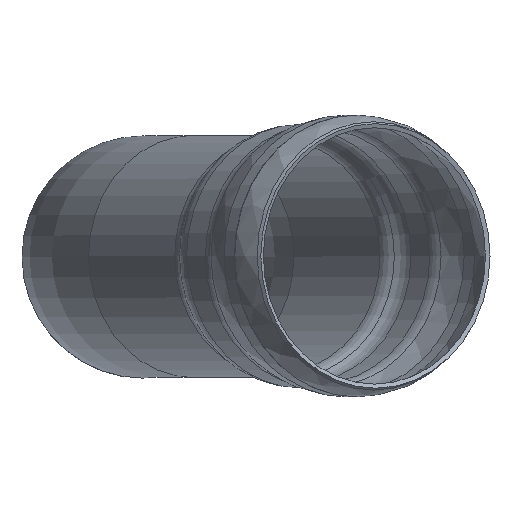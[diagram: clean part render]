
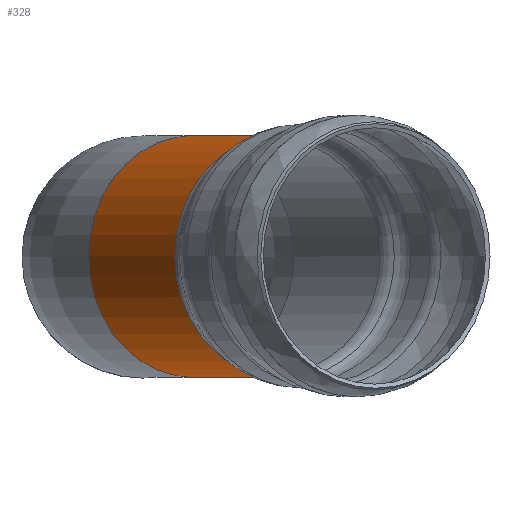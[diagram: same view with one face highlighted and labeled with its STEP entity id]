
A CAD part, top view. The second image highlights one B-rep face of the part: STEP entity #328.
In plain terms, the highlighted cylindrical face has radius 265 mm (diameter 530 mm), a full revolution.
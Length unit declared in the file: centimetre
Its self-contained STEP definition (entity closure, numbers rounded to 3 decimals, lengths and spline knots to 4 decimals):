
#29=LINE('',#649,#44);
#44=VECTOR('',#505,26.5);
#59=CYLINDRICAL_SURFACE('',#419,26.5);
#69=FACE_OUTER_BOUND('',#95,.T.);
#95=EDGE_LOOP('',(#221,#222,#223,#224));
#122=VERTEX_POINT('',#634);
#127=VERTEX_POINT('',#648);
#153=EDGE_CURVE('',#122,#122,#365,.T.);
#160=EDGE_CURVE('',#122,#127,#29,.T.);
#161=EDGE_CURVE('',#127,#127,#371,.T.);
#221=ORIENTED_EDGE('',*,*,#153,.F.);
#222=ORIENTED_EDGE('',*,*,#160,.T.);
#223=ORIENTED_EDGE('',*,*,#161,.T.);
#224=ORIENTED_EDGE('',*,*,#160,.F.);
#328=ADVANCED_FACE('',(#69),#59,.T.);
#365=CIRCLE('',#412,26.5);
#371=CIRCLE('',#420,26.5);
#412=AXIS2_PLACEMENT_3D('',#635,#488,#489);
#419=AXIS2_PLACEMENT_3D('',#647,#503,#504);
#420=AXIS2_PLACEMENT_3D('',#650,#506,#507);
#488=DIRECTION('center_axis',(-0.5,0.,-0.866));
#489=DIRECTION('ref_axis',(0.866,0.,-0.5));
#503=DIRECTION('center_axis',(-0.5,0.,-0.866));
#504=DIRECTION('ref_axis',(-0.866,0.,0.5));
#505=DIRECTION('',(0.5,0.,0.866));
#506=DIRECTION('center_axis',(-0.5,0.,-0.866));
#507=DIRECTION('ref_axis',(0.866,0.,-0.5));
#634=CARTESIAN_POINT('',(34.0026,0.,97.8942));
#635=CARTESIAN_POINT('Origin',(11.0529,0.,111.1442));
#647=CARTESIAN_POINT('Origin',(29.9384,0.,143.8549));
#648=CARTESIAN_POINT('',(52.8881,0.,130.6049));
#649=CARTESIAN_POINT('',(52.8881,0.,130.6049));
#650=CARTESIAN_POINT('Origin',(29.9384,0.,143.8549));
